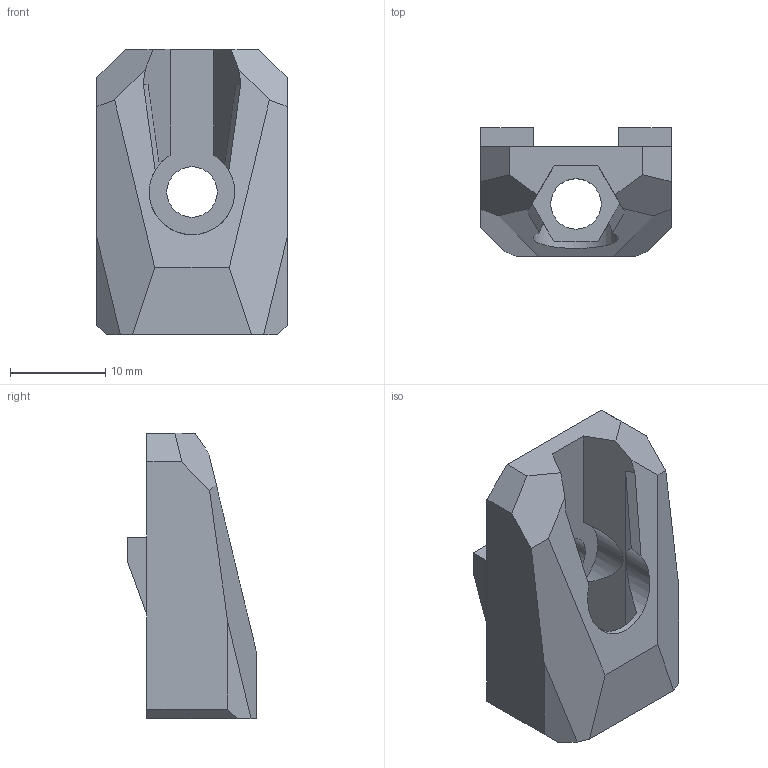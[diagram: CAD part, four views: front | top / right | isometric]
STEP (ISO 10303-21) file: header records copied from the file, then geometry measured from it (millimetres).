
FILE_DESCRIPTION(/* description */ (''),/* implementation_level */ '2;1');
FILE_NAME(/* name */ 'y_max_endstop_block_3.1.step',/* time_stamp */ '2022-08-01T09:47:47+01:00',/* author */ (''),/* organization */ (''),/* preprocessor_version */ 'ST-DEVELOPER v19',/* originating_system */ 'Autodesk Translation Framework v11.7.0.108',/* authorisation */ '');
FILE_SCHEMA (('AUTOMOTIVE_DESIGN { 1 0 10303 214 3 1 1 }'));
Length unit declared in the file: millimetre
Products named in the file (1): y_max_endstop_block_3.1
Bounding box: 20 x 13.5 x 30 mm (x, y, z)
Volume: 4014 mm3; surface area: 2463.9 mm2
Topology: 1 solids, 1 shells, 40 faces, 112 edges, 74 vertices
Faces by surface type: plane 35, cylinder 5
Full cylindrical faces by diameter (mm): 5.3 x2
Entity records: 1315 total; most frequent: CARTESIAN_POINT 227, ORIENTED_EDGE 224, DIRECTION 208, EDGE_CURVE 112, LINE 98, VECTOR 98, VERTEX_POINT 74, AXIS2_PLACEMENT_3D 55
